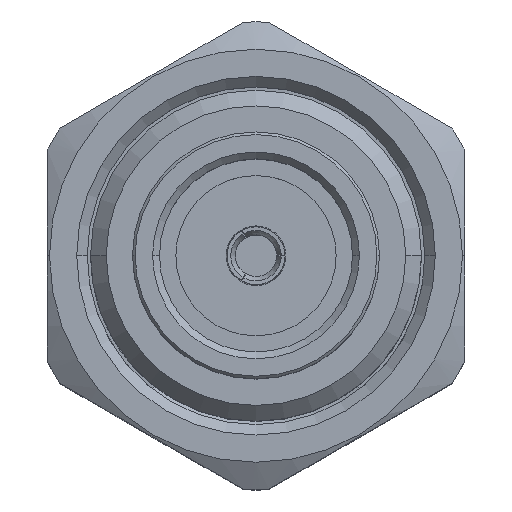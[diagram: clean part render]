
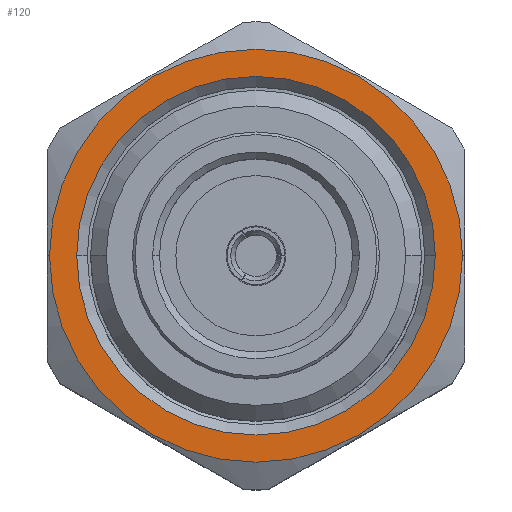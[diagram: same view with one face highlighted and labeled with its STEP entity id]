
A CAD part, top view. The second image highlights one B-rep face of the part: STEP entity #120.
In plain terms, the highlighted planar face has unit normal (0, 0, 1).
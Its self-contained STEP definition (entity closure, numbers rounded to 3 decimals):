
#120 = ADVANCED_FACE ( 'NONE', ( #1556, #299 ), #964, .F. ) ;
#261 = AXIS2_PLACEMENT_3D ( 'NONE', #1721, #385, #1954 ) ;
#266 = DIRECTION ( 'NONE',  ( 0., 0., -1. ) ) ;
#275 = VERTEX_POINT ( 'NONE', #1430 ) ;
#299 = FACE_BOUND ( 'NONE', #674, .T. ) ;
#385 = DIRECTION ( 'NONE',  ( 0., 0., -1. ) ) ;
#413 = CARTESIAN_POINT ( 'NONE',  ( -3.413, 0., -3.685 ) ) ;
#469 = VERTEX_POINT ( 'NONE', #1789 ) ;
#552 = AXIS2_PLACEMENT_3D ( 'NONE', #1276, #2820, #1506 ) ;
#674 = EDGE_LOOP ( 'NONE', ( #1656, #2247 ) ) ;
#702 = AXIS2_PLACEMENT_3D ( 'NONE', #842, #2385, #1059 ) ;
#744 = AXIS2_PLACEMENT_3D ( 'NONE', #1598, #266, #1819 ) ;
#842 = CARTESIAN_POINT ( 'NONE',  ( 0., 0., -3.685 ) ) ;
#903 = CARTESIAN_POINT ( 'NONE',  ( -3.93, 0., -3.685 ) ) ;
#951 = VERTEX_POINT ( 'NONE', #903 ) ;
#964 = PLANE ( 'NONE',  #1915 ) ;
#1059 = DIRECTION ( 'NONE',  ( -1., 0., 0. ) ) ;
#1224 = CIRCLE ( 'NONE', #261, 3.413 ) ;
#1276 = CARTESIAN_POINT ( 'NONE',  ( 0., 0., -3.685 ) ) ;
#1430 = CARTESIAN_POINT ( 'NONE',  ( 3.413, 0., -3.685 ) ) ;
#1506 = DIRECTION ( 'NONE',  ( -1., 0., 0. ) ) ;
#1556 = FACE_OUTER_BOUND ( 'NONE', #2148, .T. ) ;
#1598 = CARTESIAN_POINT ( 'NONE',  ( 0., 0., -3.685 ) ) ;
#1656 = ORIENTED_EDGE ( 'NONE', *, *, #1724, .T. ) ;
#1686 = CIRCLE ( 'NONE', #552, 3.413 ) ;
#1708 = EDGE_CURVE ( 'NONE', #2133, #275, #1224, .T. ) ;
#1721 = CARTESIAN_POINT ( 'NONE',  ( 0., 0., -3.685 ) ) ;
#1724 = EDGE_CURVE ( 'NONE', #275, #2133, #1686, .T. ) ;
#1743 = EDGE_CURVE ( 'NONE', #951, #469, #2262, .T. ) ;
#1789 = CARTESIAN_POINT ( 'NONE',  ( 3.93, 0., -3.685 ) ) ;
#1819 = DIRECTION ( 'NONE',  ( -1., 0., 0. ) ) ;
#1879 = DIRECTION ( 'NONE',  ( 0., 0., -1. ) ) ;
#1915 = AXIS2_PLACEMENT_3D ( 'NONE', #2480, #1879, #2130 ) ;
#1954 = DIRECTION ( 'NONE',  ( -1., 0., 0. ) ) ;
#2130 = DIRECTION ( 'NONE',  ( -1., 0., 0. ) ) ;
#2133 = VERTEX_POINT ( 'NONE', #413 ) ;
#2148 = EDGE_LOOP ( 'NONE', ( #2648, #2644 ) ) ;
#2247 = ORIENTED_EDGE ( 'NONE', *, *, #1708, .T. ) ;
#2262 = CIRCLE ( 'NONE', #702, 3.93 ) ;
#2290 = EDGE_CURVE ( 'NONE', #469, #951, #2774, .T. ) ;
#2385 = DIRECTION ( 'NONE',  ( 0., 0., -1. ) ) ;
#2480 = CARTESIAN_POINT ( 'NONE',  ( 0., 3.412, -3.685 ) ) ;
#2644 = ORIENTED_EDGE ( 'NONE', *, *, #2290, .F. ) ;
#2648 = ORIENTED_EDGE ( 'NONE', *, *, #1743, .F. ) ;
#2774 = CIRCLE ( 'NONE', #744, 3.93 ) ;
#2820 = DIRECTION ( 'NONE',  ( 0., 0., -1. ) ) ;
